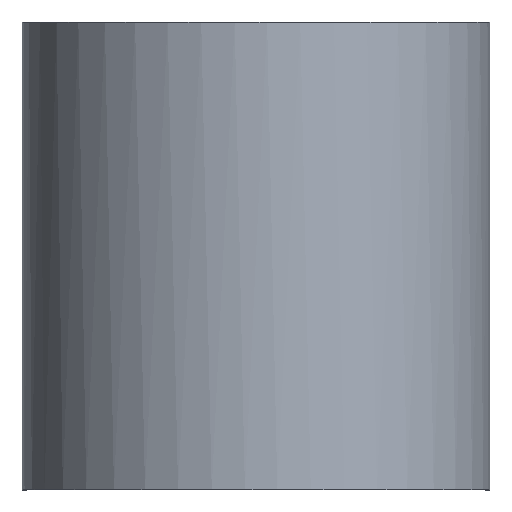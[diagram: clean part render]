
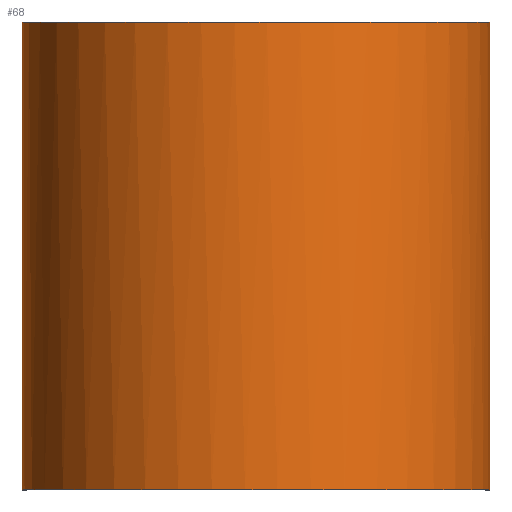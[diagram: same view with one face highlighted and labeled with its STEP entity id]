
A CAD part, top view. The second image highlights one B-rep face of the part: STEP entity #68.
In plain terms, the highlighted free-form (B-spline) face has degree [2, 1] with [5, 2] control points.
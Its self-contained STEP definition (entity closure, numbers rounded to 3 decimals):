
#68=ADVANCED_FACE($,(#94),#363,.T.);
#94=FACE_OUTER_BOUND($,#123,.T.);
#123=EDGE_LOOP($,(#194,#195,#196,#197));
#194=ORIENTED_EDGE($,*,*,#288,.T.);
#195=ORIENTED_EDGE($,*,*,#289,.T.);
#196=ORIENTED_EDGE($,*,*,#290,.T.);
#197=ORIENTED_EDGE($,*,*,#291,.T.);
#288=EDGE_CURVE($,#339,#340,#396,.T.);
#289=EDGE_CURVE($,#340,#341,#397,.T.);
#290=EDGE_CURVE($,#341,#342,#398,.T.);
#291=EDGE_CURVE($,#342,#339,#399,.T.);
#339=VERTEX_POINT($,#1055);
#340=VERTEX_POINT($,#1056);
#341=VERTEX_POINT($,#1057);
#342=VERTEX_POINT($,#1058);
#363=(
BOUNDED_SURFACE()
B_SPLINE_SURFACE(2,1,((#997,#998),(#999,#1000),(#1001,#1002),(#1003,#1004),
(#1005,#1006)),.UNSPECIFIED.,.F.,.F.,.F.)
B_SPLINE_SURFACE_WITH_KNOTS((3,2,3),(2,2),(0.,251.327,502.655),
(32.,352.),.UNSPECIFIED.)
GEOMETRIC_REPRESENTATION_ITEM()
RATIONAL_B_SPLINE_SURFACE(((1.,1.),(0.707,0.707),
(1.,1.),(0.707,0.707),(1.,1.)))
REPRESENTATION_ITEM($)
SURFACE()
);
#396=(
BOUNDED_CURVE()
B_SPLINE_CURVE(2,(#835,#836,#837,#838,#839),.UNSPECIFIED.,.F.,.F.)
B_SPLINE_CURVE_WITH_KNOTS((3,2,3),(0.,251.327,502.655),
.UNSPECIFIED.)
CURVE()
GEOMETRIC_REPRESENTATION_ITEM()
RATIONAL_B_SPLINE_CURVE((1.,0.707,1.,0.707,1.))
REPRESENTATION_ITEM($)
);
#397=(
BOUNDED_CURVE()
B_SPLINE_CURVE(1,(#840,#841),.UNSPECIFIED.,.F.,.F.)
B_SPLINE_CURVE_WITH_KNOTS((2,2),(32.,352.),.UNSPECIFIED.)
CURVE()
GEOMETRIC_REPRESENTATION_ITEM()
RATIONAL_B_SPLINE_CURVE((1.,1.))
REPRESENTATION_ITEM($)
);
#398=(
BOUNDED_CURVE()
B_SPLINE_CURVE(2,(#842,#843,#844,#845,#846),.UNSPECIFIED.,.F.,.F.)
B_SPLINE_CURVE_WITH_KNOTS((3,2,3),(-502.655,-251.327,0.),
.UNSPECIFIED.)
CURVE()
GEOMETRIC_REPRESENTATION_ITEM()
RATIONAL_B_SPLINE_CURVE((1.,0.707,1.,0.707,1.))
REPRESENTATION_ITEM($)
);
#399=(
BOUNDED_CURVE()
B_SPLINE_CURVE(1,(#847,#848),.UNSPECIFIED.,.F.,.F.)
B_SPLINE_CURVE_WITH_KNOTS((2,2),(-352.,-32.),.UNSPECIFIED.)
CURVE()
GEOMETRIC_REPRESENTATION_ITEM()
RATIONAL_B_SPLINE_CURVE((1.,1.))
REPRESENTATION_ITEM($)
);
#835=CARTESIAN_POINT($,(-160.,-160.,435.));
#836=CARTESIAN_POINT($,(-160.,-160.,595.));
#837=CARTESIAN_POINT($,(0.,-160.,595.));
#838=CARTESIAN_POINT($,(160.,-160.,595.));
#839=CARTESIAN_POINT($,(160.,-160.,435.));
#840=CARTESIAN_POINT($,(160.,-160.,435.));
#841=CARTESIAN_POINT($,(160.,160.,435.));
#842=CARTESIAN_POINT($,(160.,160.,435.));
#843=CARTESIAN_POINT($,(160.,160.,595.));
#844=CARTESIAN_POINT($,(0.,160.,595.));
#845=CARTESIAN_POINT($,(-160.,160.,595.));
#846=CARTESIAN_POINT($,(-160.,160.,435.));
#847=CARTESIAN_POINT($,(-160.,160.,435.));
#848=CARTESIAN_POINT($,(-160.,-160.,435.));
#997=CARTESIAN_POINT($,(-160.,-160.,435.));
#998=CARTESIAN_POINT($,(-160.,160.,435.));
#999=CARTESIAN_POINT($,(-160.,-160.,595.));
#1000=CARTESIAN_POINT($,(-160.,160.,595.));
#1001=CARTESIAN_POINT($,(0.,-160.,595.));
#1002=CARTESIAN_POINT($,(0.,160.,595.));
#1003=CARTESIAN_POINT($,(160.,-160.,595.));
#1004=CARTESIAN_POINT($,(160.,160.,595.));
#1005=CARTESIAN_POINT($,(160.,-160.,435.));
#1006=CARTESIAN_POINT($,(160.,160.,435.));
#1055=CARTESIAN_POINT($,(-160.,-160.,435.));
#1056=CARTESIAN_POINT($,(160.,-160.,435.));
#1057=CARTESIAN_POINT($,(160.,160.,435.));
#1058=CARTESIAN_POINT($,(-160.,160.,435.));
